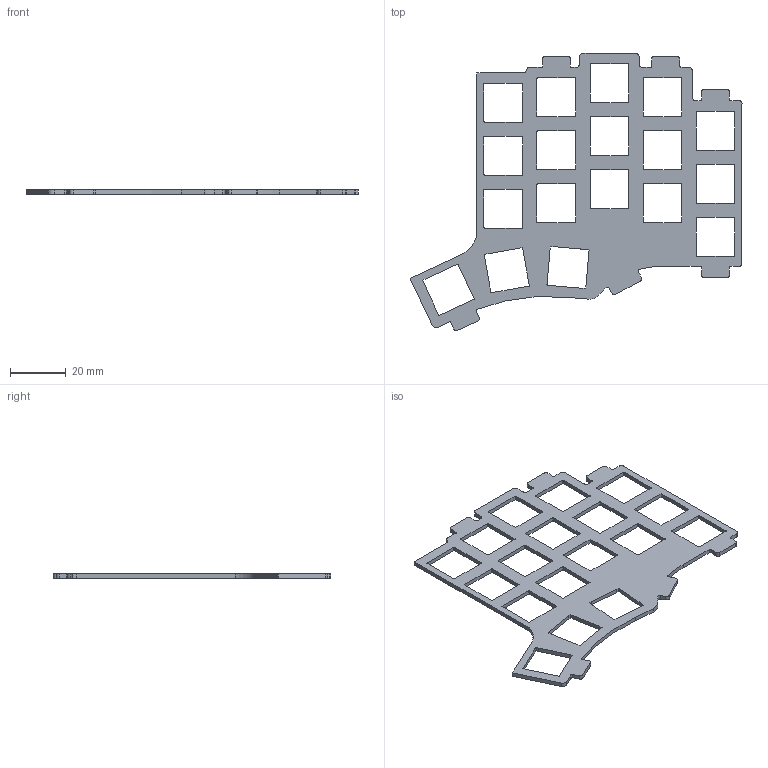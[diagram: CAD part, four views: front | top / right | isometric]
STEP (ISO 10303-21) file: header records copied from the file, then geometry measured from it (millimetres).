
FILE_DESCRIPTION(/* description */ ('','CAx-IF Rec.Pracs.---Representation and Presentation of Product Manufacturing Information (PMI)---4.0---2014-10-13'),/* implementation_level */ '2;1');
FILE_NAME(/* name */ 'plate36.step',/* time_stamp */ '2024-12-20T15:13:16+01:00',/* author */ (''),/* organization */ (''),/* preprocessor_version */ 'ST-DEVELOPER v20',/* originating_system */ 'Autodesk Translation Framework v13.20.0.188',/* authorisation */ '');
FILE_SCHEMA (('AP242_MANAGED_MODEL_BASED_3D_ENGINEERING_MIM_LF { 1 0 10303 442 1 1 4 }'));
Length unit declared in the file: millimetre
Products named in the file (4): CantorMx; Right; Plate (1); 36 (3)
Assembly tree (3 placements, depth 4):
  CantorMx
    Right
      Plate (1)
        36 (3)
Bounding box: 119.31 x 99.67 x 1.5 mm (x, y, z)
Volume: 6645.6 mm3; surface area: 11019.2 mm2
Topology: 1 solids, 1 shells, 253 faces, 753 edges, 502 vertices
Faces by surface type: plane 141, cylinder 112
Entity records: 8717 total; most frequent: CARTESIAN_POINT 1515, ORIENTED_EDGE 1506, DIRECTION 1497, EDGE_CURVE 753, LINE 529, VECTOR 529, VERTEX_POINT 502, AXIS2_PLACEMENT_3D 484
